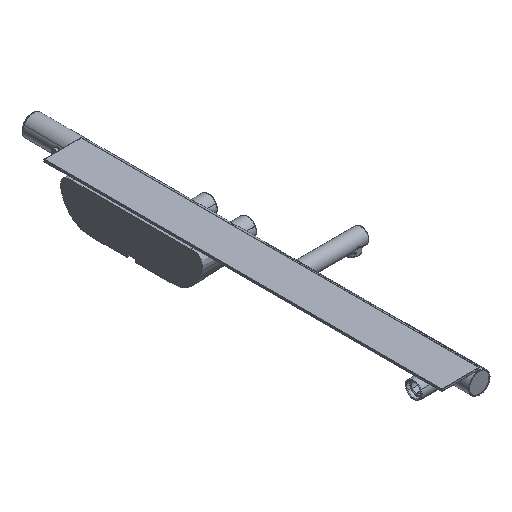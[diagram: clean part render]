
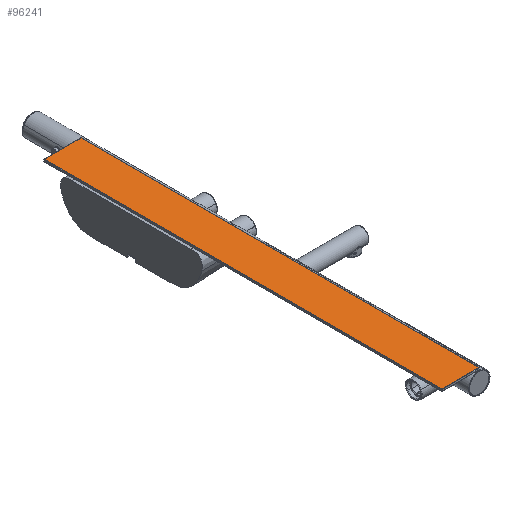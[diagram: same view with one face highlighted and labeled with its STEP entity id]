
A CAD part, isometric view. The second image highlights one B-rep face of the part: STEP entity #96241.
In plain terms, the highlighted planar face has unit normal (0, 0, 1).
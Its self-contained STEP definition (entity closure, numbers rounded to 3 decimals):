
#96066=DIRECTION(' ',(0.,0.,1.));
#96071=CARTESIAN_POINT(' ',(-66.5,-552.5,4.));
#96076=DIRECTION(' ',(1.,0.,0.));
#96081=AXIS2_PLACEMENT_3D(' ',#96071,#96066,#96076);
#96086=PLANE('',#96081);
#96091=CARTESIAN_POINT(' ',(-66.5,159.5,4.));
#96096=DIRECTION(' ',(0.,-1.,0.));
#96101=VECTOR(' ',#96096,1.);
#96106=LINE('',#96091,#96101);
#96111=CARTESIAN_POINT(' ',(-66.5,159.5,4.));
#96112=VERTEX_POINT(' ',#96111);
#96116=CARTESIAN_POINT(' ',(-66.5,-552.5,4.));
#96117=VERTEX_POINT(' ',#96116);
#96121=EDGE_CURVE(' ',#96112,#96117,#96106,.T.);
#96126=ORIENTED_EDGE(' ',*,*,#96121,.T.);
#96131=CARTESIAN_POINT(' ',(-66.5,-552.5,4.));
#96136=DIRECTION(' ',(1.,0.,0.));
#96141=VECTOR(' ',#96136,1.);
#96146=LINE('',#96131,#96141);
#96151=CARTESIAN_POINT(' ',(-0.5,-552.5,4.));
#96152=VERTEX_POINT(' ',#96151);
#96156=EDGE_CURVE(' ',#96117,#96152,#96146,.T.);
#96161=ORIENTED_EDGE(' ',*,*,#96156,.T.);
#96166=CARTESIAN_POINT(' ',(-0.5,-552.5,4.));
#96171=DIRECTION(' ',(0.,1.,0.));
#96176=VECTOR(' ',#96171,1.);
#96181=LINE('',#96166,#96176);
#96186=CARTESIAN_POINT(' ',(-0.5,159.5,4.));
#96187=VERTEX_POINT(' ',#96186);
#96191=EDGE_CURVE(' ',#96152,#96187,#96181,.T.);
#96196=ORIENTED_EDGE(' ',*,*,#96191,.T.);
#96201=CARTESIAN_POINT(' ',(-0.5,159.5,4.));
#96206=DIRECTION(' ',(-1.,0.,0.));
#96211=VECTOR(' ',#96206,1.);
#96216=LINE('',#96201,#96211);
#96221=EDGE_CURVE(' ',#96187,#96112,#96216,.T.);
#96226=ORIENTED_EDGE(' ',*,*,#96221,.T.);
#96231=EDGE_LOOP(' ',(#96126,#96161,#96196,#96226));
#96236=FACE_OUTER_BOUND(' ',#96231,.T.);
#96241=ADVANCED_FACE('',(#96236),#96086,.T.);
